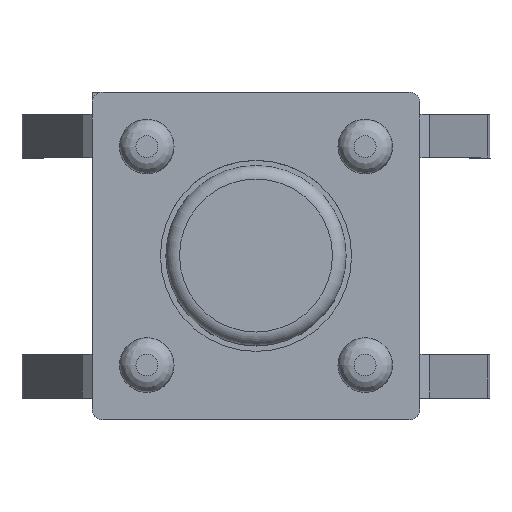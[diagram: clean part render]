
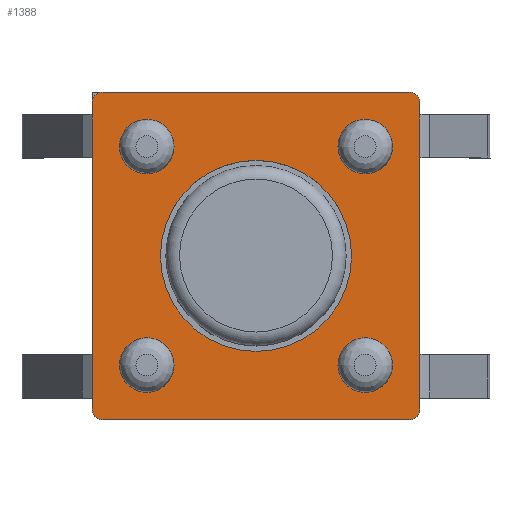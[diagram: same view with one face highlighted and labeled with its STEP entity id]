
A CAD part, top view. The second image highlights one B-rep face of the part: STEP entity #1388.
In plain terms, the highlighted planar face has unit normal (0, 0, 1).
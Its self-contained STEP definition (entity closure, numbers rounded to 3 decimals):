
#92=FACE_BOUND('',#518,.T.);
#114=LINE('',#2032,#232);
#120=LINE('',#2054,#238);
#123=LINE('',#2062,#241);
#126=LINE('',#2072,#244);
#232=VECTOR('',#1686,10.);
#238=VECTOR('',#1708,10.);
#241=VECTOR('',#1717,10.);
#244=VECTOR('',#1730,10.);
#356=PLANE('',#1532);
#425=FACE_OUTER_BOUND('',#517,.T.);
#517=EDGE_LOOP('',(#1066,#1067,#1068,#1069,#1070,#1071,#1072,#1073));
#518=EDGE_LOOP('',(#1074));
#596=CIRCLE('',#1513,0.2);
#602=CIRCLE('',#1522,0.2);
#603=CIRCLE('',#1525,0.2);
#604=CIRCLE('',#1528,0.2);
#605=CIRCLE('',#1530,1.75);
#646=VERTEX_POINT('',#2019);
#647=VERTEX_POINT('',#2020);
#651=VERTEX_POINT('',#2030);
#658=VERTEX_POINT('',#2048);
#659=VERTEX_POINT('',#2052);
#660=VERTEX_POINT('',#2056);
#661=VERTEX_POINT('',#2060);
#662=VERTEX_POINT('',#2064);
#663=VERTEX_POINT('',#2068);
#790=EDGE_CURVE('',#646,#647,#596,.T.);
#796=EDGE_CURVE('',#646,#651,#114,.T.);
#804=EDGE_CURVE('',#658,#651,#602,.T.);
#807=EDGE_CURVE('',#658,#659,#120,.T.);
#808=EDGE_CURVE('',#660,#659,#603,.T.);
#811=EDGE_CURVE('',#660,#661,#123,.T.);
#812=EDGE_CURVE('',#662,#661,#604,.T.);
#814=EDGE_CURVE('',#663,#663,#605,.T.);
#816=EDGE_CURVE('',#662,#647,#126,.T.);
#1066=ORIENTED_EDGE('',*,*,#790,.F.);
#1067=ORIENTED_EDGE('',*,*,#796,.T.);
#1068=ORIENTED_EDGE('',*,*,#804,.F.);
#1069=ORIENTED_EDGE('',*,*,#807,.T.);
#1070=ORIENTED_EDGE('',*,*,#808,.F.);
#1071=ORIENTED_EDGE('',*,*,#811,.T.);
#1072=ORIENTED_EDGE('',*,*,#812,.F.);
#1073=ORIENTED_EDGE('',*,*,#816,.T.);
#1074=ORIENTED_EDGE('',*,*,#814,.T.);
#1388=ADVANCED_FACE('',(#425,#92),#356,.T.);
#1513=AXIS2_PLACEMENT_3D('',#2021,#1676,#1677);
#1522=AXIS2_PLACEMENT_3D('',#2049,#1702,#1703);
#1525=AXIS2_PLACEMENT_3D('',#2057,#1711,#1712);
#1528=AXIS2_PLACEMENT_3D('',#2065,#1720,#1721);
#1530=AXIS2_PLACEMENT_3D('',#2069,#1725,#1726);
#1532=AXIS2_PLACEMENT_3D('',#2073,#1731,#1732);
#1676=DIRECTION('center_axis',(0.,0.,-1.));
#1677=DIRECTION('ref_axis',(0.707,0.707,0.));
#1686=DIRECTION('',(-1.,0.,0.));
#1702=DIRECTION('center_axis',(0.,0.,-1.));
#1703=DIRECTION('ref_axis',(-0.707,0.707,0.));
#1708=DIRECTION('',(0.,-1.,0.));
#1711=DIRECTION('center_axis',(0.,0.,-1.));
#1712=DIRECTION('ref_axis',(-0.707,-0.707,0.));
#1717=DIRECTION('',(1.,0.,0.));
#1720=DIRECTION('center_axis',(0.,0.,-1.));
#1721=DIRECTION('ref_axis',(0.707,-0.707,0.));
#1725=DIRECTION('center_axis',(0.,0.,-1.));
#1726=DIRECTION('ref_axis',(-1.,0.,0.));
#1730=DIRECTION('',(0.,1.,0.));
#1731=DIRECTION('center_axis',(0.,0.,1.));
#1732=DIRECTION('ref_axis',(1.,0.,0.));
#2019=CARTESIAN_POINT('',(5.8,6.,2.7));
#2020=CARTESIAN_POINT('',(6.,5.8,2.7));
#2021=CARTESIAN_POINT('Origin',(5.8,5.8,2.7));
#2030=CARTESIAN_POINT('',(0.2,6.,2.7));
#2032=CARTESIAN_POINT('',(6.,6.,2.7));
#2048=CARTESIAN_POINT('',(0.,5.8,2.7));
#2049=CARTESIAN_POINT('Origin',(0.2,5.8,2.7));
#2052=CARTESIAN_POINT('',(0.,0.2,2.7));
#2054=CARTESIAN_POINT('',(0.,6.,2.7));
#2056=CARTESIAN_POINT('',(0.2,0.,2.7));
#2057=CARTESIAN_POINT('Origin',(0.2,0.2,2.7));
#2060=CARTESIAN_POINT('',(5.8,0.,2.7));
#2062=CARTESIAN_POINT('',(0.,0.,2.7));
#2064=CARTESIAN_POINT('',(6.,0.2,2.7));
#2065=CARTESIAN_POINT('Origin',(5.8,0.2,2.7));
#2068=CARTESIAN_POINT('',(4.75,3.,2.7));
#2069=CARTESIAN_POINT('Origin',(3.,3.,2.7));
#2072=CARTESIAN_POINT('',(6.,0.,2.7));
#2073=CARTESIAN_POINT('Origin',(3.,3.,2.7));
